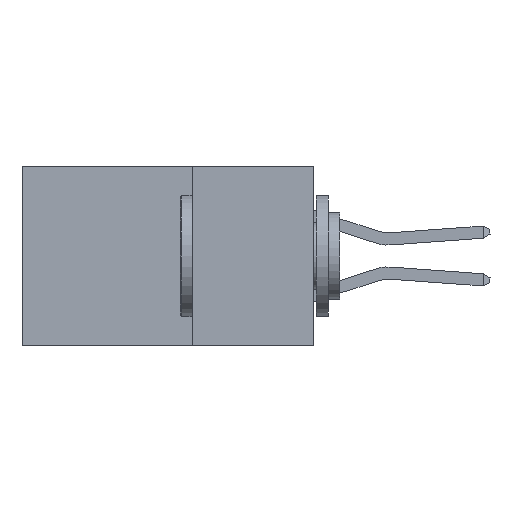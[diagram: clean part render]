
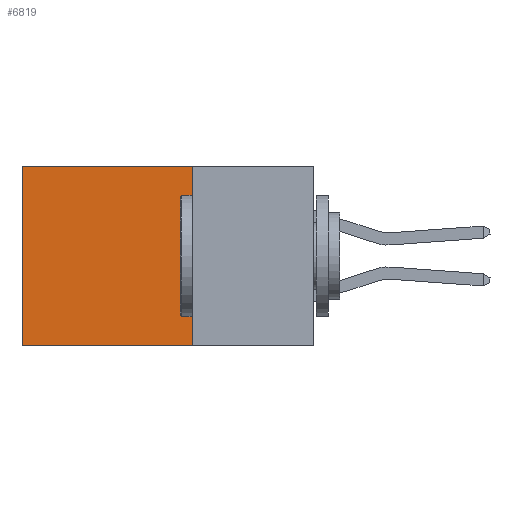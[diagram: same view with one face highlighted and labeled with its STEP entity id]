
A CAD part, left-side view. The second image highlights one B-rep face of the part: STEP entity #6819.
In plain terms, the highlighted planar face has unit normal (-1, 0, 0).
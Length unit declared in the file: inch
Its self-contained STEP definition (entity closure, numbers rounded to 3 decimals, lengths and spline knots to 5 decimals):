
#463 = FACE_OUTER_BOUND ( 'NONE', #3333, .T. ) ;
#1028 = DIRECTION ( 'NONE',  ( 0., 0., -1. ) ) ;
#1089 = LINE ( 'NONE', #2214, #1864 ) ;
#1116 = ORIENTED_EDGE ( 'NONE', *, *, #17393, .T. ) ;
#1864 = VECTOR ( 'NONE', #23021, 39.37008 ) ;
#2214 = CARTESIAN_POINT ( 'NONE',  ( 0.2875, 0.25, 0. ) ) ;
#2586 = LINE ( 'NONE', #13621, #7779 ) ;
#3333 = EDGE_LOOP ( 'NONE', ( #1116, #24263, #20781, #32811 ) ) ;
#3732 = LINE ( 'NONE', #12138, #15325 ) ;
#5610 = CARTESIAN_POINT ( 'NONE',  ( 0.2875, 0.6, -0.37 ) ) ;
#5945 = LINE ( 'NONE', #28916, #7558 ) ;
#6025 = EDGE_CURVE ( 'NONE', #16358, #31883, #3732, .T. ) ;
#6819 = ADVANCED_FACE ( 'NONE', ( #463 ), #27355, .F. ) ;
#7558 = VECTOR ( 'NONE', #1028, 39.37008 ) ;
#7779 = VECTOR ( 'NONE', #31480, 39.37008 ) ;
#12138 = CARTESIAN_POINT ( 'NONE',  ( 0.2875, 0.25, 0. ) ) ;
#12181 = EDGE_CURVE ( 'NONE', #31883, #18339, #2586, .T. ) ;
#13621 = CARTESIAN_POINT ( 'NONE',  ( 0.2875, 0.25, -0.37 ) ) ;
#14271 = DIRECTION ( 'NONE',  ( 0., 0., -1. ) ) ;
#14688 = AXIS2_PLACEMENT_3D ( 'NONE', #17197, #24767, #24882 ) ;
#15135 = VERTEX_POINT ( 'NONE', #24721 ) ;
#15325 = VECTOR ( 'NONE', #14271, 39.37008 ) ;
#16358 = VERTEX_POINT ( 'NONE', #16767 ) ;
#16767 = CARTESIAN_POINT ( 'NONE',  ( 0.2875, 0.25, 0. ) ) ;
#17197 = CARTESIAN_POINT ( 'NONE',  ( 0.2875, 0.25, 0. ) ) ;
#17393 = EDGE_CURVE ( 'NONE', #15135, #18339, #5945, .T. ) ;
#18339 = VERTEX_POINT ( 'NONE', #5610 ) ;
#20781 = ORIENTED_EDGE ( 'NONE', *, *, #6025, .F. ) ;
#23021 = DIRECTION ( 'NONE',  ( 0., 1., 0. ) ) ;
#24263 = ORIENTED_EDGE ( 'NONE', *, *, #12181, .F. ) ;
#24721 = CARTESIAN_POINT ( 'NONE',  ( 0.2875, 0.6, 0. ) ) ;
#24767 = DIRECTION ( 'NONE',  ( 1., 0., 0. ) ) ;
#24866 = CARTESIAN_POINT ( 'NONE',  ( 0.2875, 0.25, -0.37 ) ) ;
#24882 = DIRECTION ( 'NONE',  ( 0., 0., -1. ) ) ;
#27355 = PLANE ( 'NONE',  #14688 ) ;
#28916 = CARTESIAN_POINT ( 'NONE',  ( 0.2875, 0.6, 0. ) ) ;
#31480 = DIRECTION ( 'NONE',  ( 0., 1., 0. ) ) ;
#31883 = VERTEX_POINT ( 'NONE', #24866 ) ;
#32620 = EDGE_CURVE ( 'NONE', #16358, #15135, #1089, .T. ) ;
#32811 = ORIENTED_EDGE ( 'NONE', *, *, #32620, .T. ) ;
